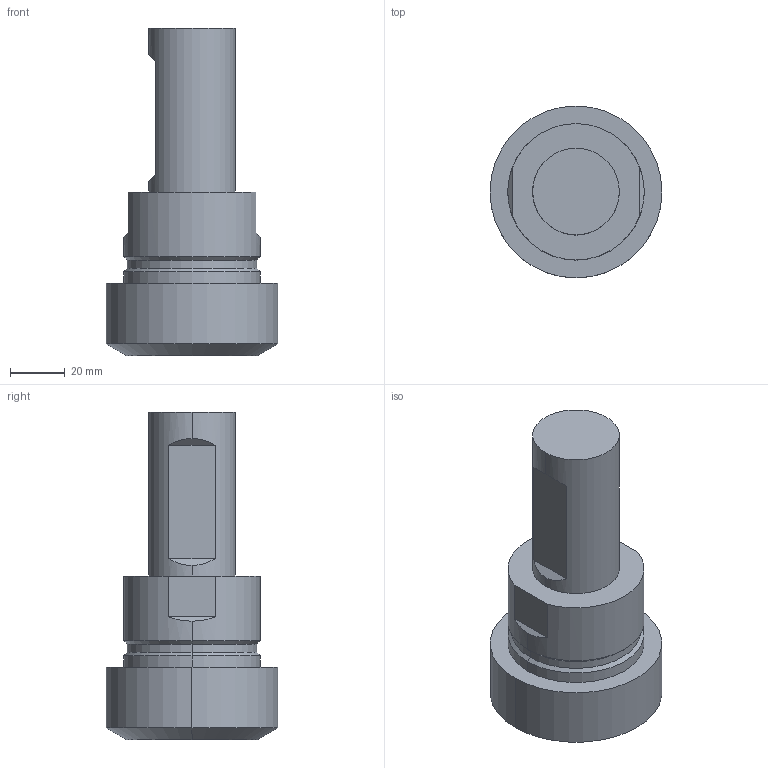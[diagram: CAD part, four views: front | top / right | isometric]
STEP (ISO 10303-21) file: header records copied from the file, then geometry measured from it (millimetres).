
FILE_DESCRIPTION (( 'STEP AP203' ), '1' );
FILE_NAME ('STP-04786.STEP', '2020-06-10T09:47:48', ( '' ), ( '' ), 'SwSTEP 2.0', 'SolidWorks 2017', '' );
FILE_SCHEMA (( 'CONFIG_CONTROL_DESIGN' ));
Length unit declared in the file: millimetre
Products named in the file (1): STP-04786
Bounding box: 63 x 63 x 120 mm (x, y, z)
Volume: 165901.7 mm3; surface area: 25904.4 mm2
Topology: 1 solids, 1 shells, 30 faces, 65 edges, 40 vertices
Faces by surface type: cylinder 12, plane 12, cone 6
Entity records: 892 total; most frequent: CARTESIAN_POINT 160, DIRECTION 145, ORIENTED_EDGE 130, EDGE_CURVE 65, AXIS2_PLACEMENT_3D 57, VERTEX_POINT 40, EDGE_LOOP 33, VECTOR 31
